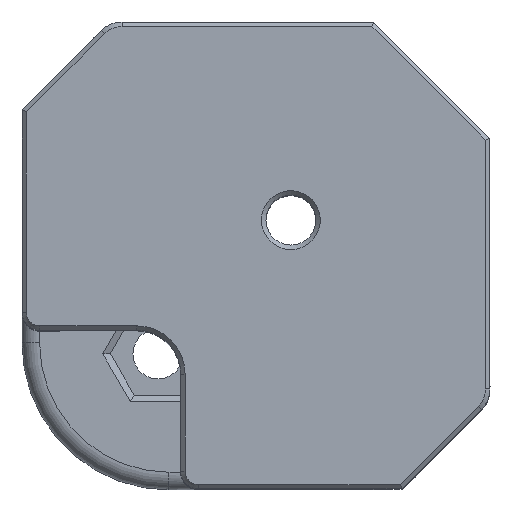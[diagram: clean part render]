
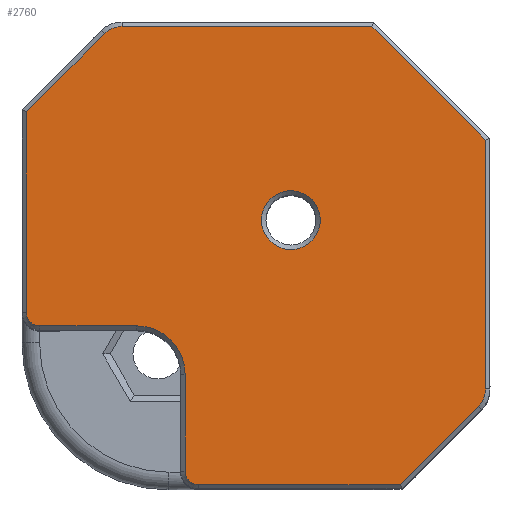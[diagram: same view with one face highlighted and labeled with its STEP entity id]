
A CAD part, top view. The second image highlights one B-rep face of the part: STEP entity #2760.
In plain terms, the highlighted planar face has unit normal (0, 0, 1).
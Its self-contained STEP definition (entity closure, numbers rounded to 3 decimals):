
#229=FACE_BOUND('',#414,.T.);
#235=FACE_OUTER_BOUND('',#413,.T.);
#413=EDGE_LOOP('',(#1829,#1830,#1831,#1832,#1833,#1834,#1835,#1836,#1837,
#1838,#1839,#1840,#1841,#1842));
#414=EDGE_LOOP('',(#1843));
#597=LINE('',#4087,#800);
#598=LINE('',#4089,#801);
#599=LINE('',#4093,#802);
#600=LINE('',#4097,#803);
#601=LINE('',#4101,#804);
#602=LINE('',#4103,#805);
#603=LINE('',#4107,#806);
#604=LINE('',#4109,#807);
#605=LINE('',#4110,#808);
#800=VECTOR('',#3266,7.505);
#801=VECTOR('',#3267,13.676);
#802=VECTOR('',#3270,6.6);
#803=VECTOR('',#3273,6.6);
#804=VECTOR('',#3276,13.741);
#805=VECTOR('',#3277,7.511);
#806=VECTOR('',#3280,16.935);
#807=VECTOR('',#3281,10.934);
#808=VECTOR('',#3282,17.009);
#1003=CIRCLE('',#2953,1.7);
#1004=CIRCLE('',#2954,0.9);
#1005=CIRCLE('',#2955,3.3);
#1006=CIRCLE('',#2956,0.9);
#1007=CIRCLE('',#2957,1.7);
#1008=CIRCLE('',#2958,2.);
#1135=VERTEX_POINT('',#4083);
#1136=VERTEX_POINT('',#4084);
#1137=VERTEX_POINT('',#4086);
#1138=VERTEX_POINT('',#4088);
#1139=VERTEX_POINT('',#4090);
#1140=VERTEX_POINT('',#4092);
#1141=VERTEX_POINT('',#4094);
#1142=VERTEX_POINT('',#4096);
#1143=VERTEX_POINT('',#4098);
#1144=VERTEX_POINT('',#4100);
#1145=VERTEX_POINT('',#4102);
#1146=VERTEX_POINT('',#4104);
#1147=VERTEX_POINT('',#4106);
#1148=VERTEX_POINT('',#4108);
#1149=VERTEX_POINT('',#4111);
#1395=EDGE_CURVE('',#1135,#1136,#1003,.T.);
#1396=EDGE_CURVE('',#1136,#1137,#597,.T.);
#1397=EDGE_CURVE('',#1137,#1138,#598,.T.);
#1398=EDGE_CURVE('',#1138,#1139,#1004,.T.);
#1399=EDGE_CURVE('',#1139,#1140,#599,.T.);
#1400=EDGE_CURVE('',#1140,#1141,#1005,.T.);
#1401=EDGE_CURVE('',#1141,#1142,#600,.T.);
#1402=EDGE_CURVE('',#1142,#1143,#1006,.T.);
#1403=EDGE_CURVE('',#1143,#1144,#601,.T.);
#1404=EDGE_CURVE('',#1144,#1145,#602,.T.);
#1405=EDGE_CURVE('',#1145,#1146,#1007,.T.);
#1406=EDGE_CURVE('',#1146,#1147,#603,.T.);
#1407=EDGE_CURVE('',#1147,#1148,#604,.T.);
#1408=EDGE_CURVE('',#1148,#1135,#605,.T.);
#1409=EDGE_CURVE('',#1149,#1149,#1008,.T.);
#1829=ORIENTED_EDGE('',*,*,#1395,.T.);
#1830=ORIENTED_EDGE('',*,*,#1396,.T.);
#1831=ORIENTED_EDGE('',*,*,#1397,.T.);
#1832=ORIENTED_EDGE('',*,*,#1398,.T.);
#1833=ORIENTED_EDGE('',*,*,#1399,.T.);
#1834=ORIENTED_EDGE('',*,*,#1400,.T.);
#1835=ORIENTED_EDGE('',*,*,#1401,.T.);
#1836=ORIENTED_EDGE('',*,*,#1402,.T.);
#1837=ORIENTED_EDGE('',*,*,#1403,.T.);
#1838=ORIENTED_EDGE('',*,*,#1404,.T.);
#1839=ORIENTED_EDGE('',*,*,#1405,.T.);
#1840=ORIENTED_EDGE('',*,*,#1406,.T.);
#1841=ORIENTED_EDGE('',*,*,#1407,.T.);
#1842=ORIENTED_EDGE('',*,*,#1408,.T.);
#1843=ORIENTED_EDGE('',*,*,#1409,.T.);
#2697=PLANE('',#2952);
#2760=ADVANCED_FACE('',(#235,#229),#2697,.T.);
#2952=AXIS2_PLACEMENT_3D('',#4082,#3262,#3263);
#2953=AXIS2_PLACEMENT_3D('',#4085,#3264,#3265);
#2954=AXIS2_PLACEMENT_3D('',#4091,#3268,#3269);
#2955=AXIS2_PLACEMENT_3D('',#4095,#3271,#3272);
#2956=AXIS2_PLACEMENT_3D('',#4099,#3274,#3275);
#2957=AXIS2_PLACEMENT_3D('',#4105,#3278,#3279);
#2958=AXIS2_PLACEMENT_3D('',#4112,#3283,#3284);
#3262=DIRECTION('center_axis',(0.,0.,1.));
#3263=DIRECTION('ref_axis',(1.,0.,0.));
#3264=DIRECTION('center_axis',(0.,0.,1.));
#3265=DIRECTION('ref_axis',(-1.,0.,0.));
#3266=DIRECTION('',(-0.707,-0.707,0.));
#3267=DIRECTION('',(0.,-1.,0.));
#3268=DIRECTION('center_axis',(0.,0.,1.));
#3269=DIRECTION('ref_axis',(-1.,0.,0.));
#3270=DIRECTION('',(1.,0.,0.));
#3271=DIRECTION('center_axis',(0.,0.,-1.));
#3272=DIRECTION('ref_axis',(-1.,0.,0.));
#3273=DIRECTION('',(0.,-1.,0.));
#3274=DIRECTION('center_axis',(0.,0.,1.));
#3275=DIRECTION('ref_axis',(-1.,0.,0.));
#3276=DIRECTION('',(1.,0.,0.));
#3277=DIRECTION('',(0.707,0.707,0.));
#3278=DIRECTION('center_axis',(0.,0.,1.));
#3279=DIRECTION('ref_axis',(-1.,0.,0.));
#3280=DIRECTION('',(0.,1.,0.));
#3281=DIRECTION('',(-0.707,0.707,0.));
#3282=DIRECTION('',(-1.,0.,0.));
#3283=DIRECTION('center_axis',(0.,0.,-1.));
#3284=DIRECTION('ref_axis',(-1.,0.,0.));
#4082=CARTESIAN_POINT('Origin',(117.5,105.719,-151.566));
#4083=CARTESIAN_POINT('',(96.009,106.8,-151.566));
#4084=CARTESIAN_POINT('',(94.807,106.302,-151.566));
#4085=CARTESIAN_POINT('Origin',(96.009,105.1,-151.566));
#4086=CARTESIAN_POINT('',(89.5,100.995,-151.566));
#4087=CARTESIAN_POINT('',(94.807,106.302,-151.566));
#4088=CARTESIAN_POINT('',(89.5,87.319,-151.566));
#4089=CARTESIAN_POINT('',(89.5,100.995,-151.566));
#4090=CARTESIAN_POINT('',(90.4,86.419,-151.566));
#4091=CARTESIAN_POINT('Origin',(90.4,87.319,-151.566));
#4092=CARTESIAN_POINT('',(97.,86.419,-151.566));
#4093=CARTESIAN_POINT('',(90.4,86.419,-151.566));
#4094=CARTESIAN_POINT('',(100.3,83.119,-151.566));
#4095=CARTESIAN_POINT('Origin',(97.,83.119,-151.566));
#4096=CARTESIAN_POINT('',(100.3,76.519,-151.566));
#4097=CARTESIAN_POINT('',(100.3,83.119,-151.566));
#4098=CARTESIAN_POINT('',(101.2,75.619,-151.566));
#4099=CARTESIAN_POINT('Origin',(101.2,76.519,-151.566));
#4100=CARTESIAN_POINT('',(114.941,75.619,-151.566));
#4101=CARTESIAN_POINT('',(101.2,75.619,-151.566));
#4102=CARTESIAN_POINT('',(120.252,80.931,-151.566));
#4103=CARTESIAN_POINT('',(114.941,75.619,-151.566));
#4104=CARTESIAN_POINT('',(120.75,82.133,-151.566));
#4105=CARTESIAN_POINT('Origin',(119.05,82.133,-151.566));
#4106=CARTESIAN_POINT('',(120.75,99.068,-151.566));
#4107=CARTESIAN_POINT('',(120.75,82.133,-151.566));
#4108=CARTESIAN_POINT('',(113.018,106.8,-151.566));
#4109=CARTESIAN_POINT('',(120.75,99.068,-151.566));
#4110=CARTESIAN_POINT('',(113.018,106.8,-151.566));
#4111=CARTESIAN_POINT('',(109.5,93.619,-151.566));
#4112=CARTESIAN_POINT('Origin',(107.5,93.619,-151.566));
